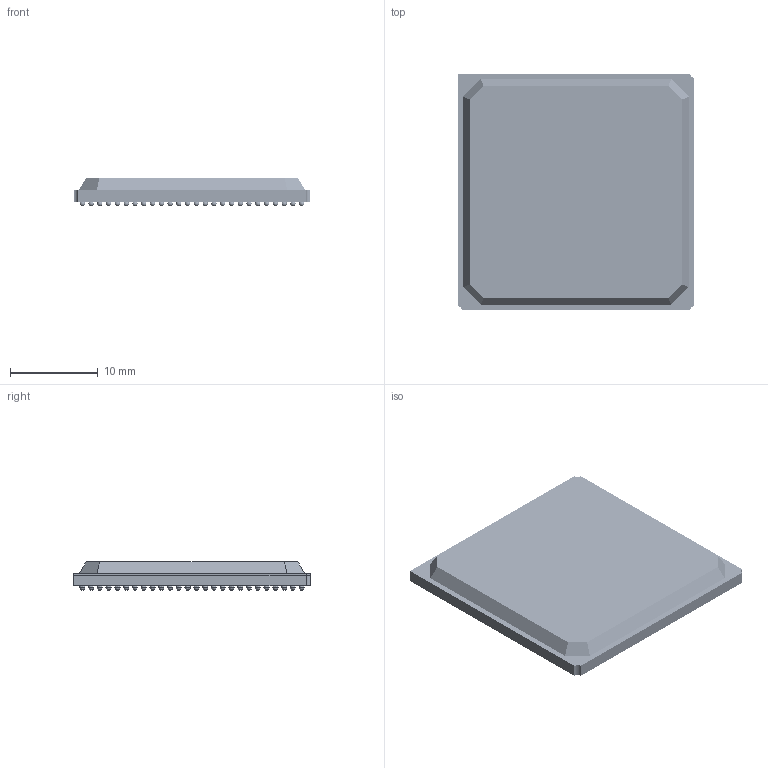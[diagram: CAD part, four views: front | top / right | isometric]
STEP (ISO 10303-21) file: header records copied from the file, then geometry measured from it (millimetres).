
FILE_DESCRIPTION((''),'2;1');
FILE_NAME('BGA676C100P26X26_2700X2700X324.stp','2014-04-29T11:04:47',(''),(''),'Mechanical Desktop 2011','Mechanical Desktop 2011',', , ');
FILE_SCHEMA(('AUTOMOTIVE_DESIGN { 1 2 10303 214 1 1 1 1 }'));
Length unit declared in the file: millimetre
Products named in the file (1): Product
Bounding box: 27 x 27 x 3.24 mm (x, y, z)
Volume: 1913.4 mm3; surface area: 5185.6 mm2
Topology: 679 solids, 679 shells, 2056 faces, 4802 edges, 2080 vertices
Faces by surface type: sphere 1352, plane 698, cylinder 6
Entity records: 40779 total; most frequent: DIRECTION 8252, CARTESIAN_POINT 6231, ORIENTED_EDGE 4188, AXIS2_PLACEMENT_3D 4097, EDGE_LOOP 2732, EDGE_CURVE 2094, VERTEX_POINT 2072, FACE_OUTER_BOUND 2056
